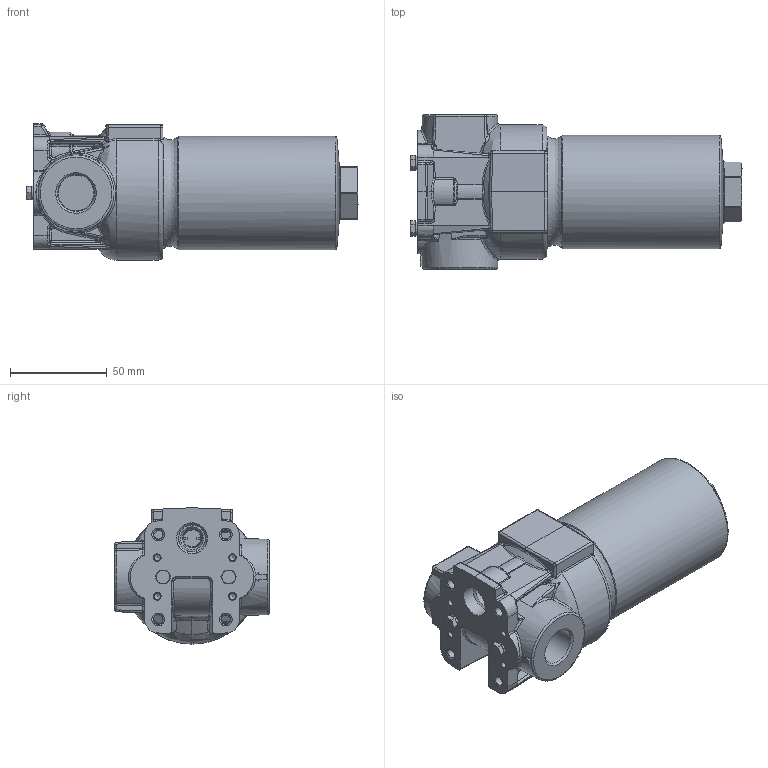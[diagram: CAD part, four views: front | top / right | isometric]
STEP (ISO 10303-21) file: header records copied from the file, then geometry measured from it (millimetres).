
FILE_DESCRIPTION((''),'2;1');
FILE_NAME('D_042-151stp.stp', '2013-05-06T13:00:05',('User'),('SDRC'),'I-DEAS Master Series 9','UNIX', 'Yes');
FILE_SCHEMA(('AUTOMOTIVE_DESIGN { 1 0 10303 214 1 1 1 1 }'));
Length unit declared in the file: millimetre
Products named in the file (1): 11476300(278073)
Bounding box: 171.9 x 80 x 70.52 mm (x, y, z)
Volume: 481352.3 mm3; surface area: 49222.8 mm2
Topology: 1 solids, 6 shells, 555 faces, 1330 edges, 731 vertices
Faces by surface type: bspline 555
Entity records: 22670 total; most frequent: CARTESIAN_POINT 15479, ORIENTED_EDGE 2512, EDGE_CURVE 1256, B_SPLINE_CURVE_WITH_KNOTS 735, VERTEX_POINT 724, EDGE_LOOP 578, FACE_OUTER_BOUND 555, ADVANCED_FACE 555
